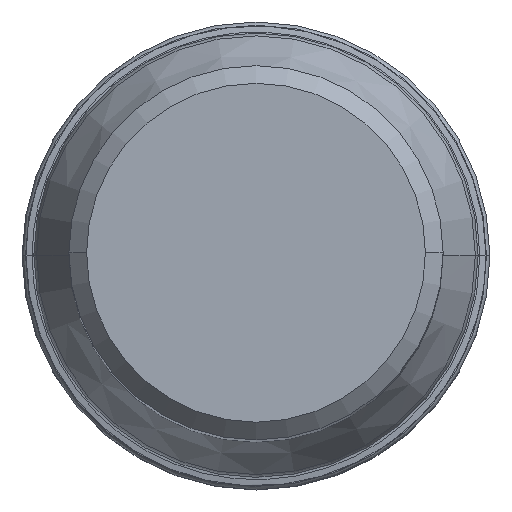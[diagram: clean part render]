
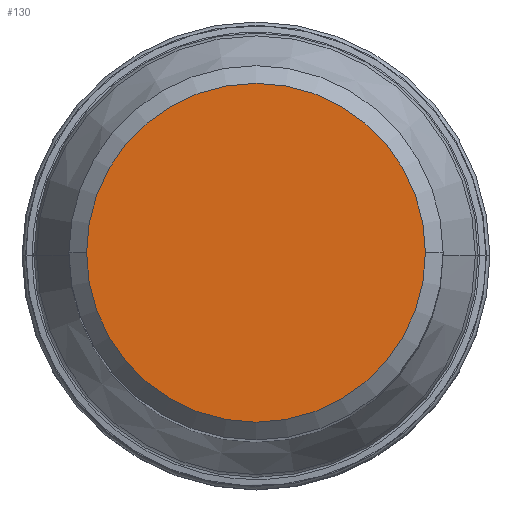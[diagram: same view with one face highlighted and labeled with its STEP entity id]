
A CAD part, top view. The second image highlights one B-rep face of the part: STEP entity #130.
In plain terms, the highlighted planar face has unit normal (0, 0, 1).
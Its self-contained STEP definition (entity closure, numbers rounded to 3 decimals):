
#32=PLANE('',#1130);
#130=ADVANCED_FACE('',(#200),#32,.F.);
#200=FACE_OUTER_BOUND('',#258,.T.);
#258=EDGE_LOOP('',(#446,#447,#448,#449));
#446=ORIENTED_EDGE('',*,*,#718,.T.);
#447=ORIENTED_EDGE('',*,*,#719,.T.);
#448=ORIENTED_EDGE('',*,*,#720,.T.);
#449=ORIENTED_EDGE('',*,*,#721,.T.);
#599=VERTEX_POINT('',#2216);
#600=VERTEX_POINT('',#2217);
#601=VERTEX_POINT('',#2219);
#602=VERTEX_POINT('',#2221);
#718=EDGE_CURVE('',#599,#600,#857,.T.);
#719=EDGE_CURVE('',#600,#601,#858,.T.);
#720=EDGE_CURVE('',#601,#602,#859,.T.);
#721=EDGE_CURVE('',#602,#599,#860,.T.);
#857=CIRCLE('',#1126,11.5);
#858=CIRCLE('',#1127,11.5);
#859=CIRCLE('',#1128,11.5);
#860=CIRCLE('',#1129,11.5);
#1126=AXIS2_PLACEMENT_3D('',#2215,#1364,#1365);
#1127=AXIS2_PLACEMENT_3D('',#2218,#1366,#1367);
#1128=AXIS2_PLACEMENT_3D('',#2220,#1368,#1369);
#1129=AXIS2_PLACEMENT_3D('',#2222,#1370,#1371);
#1130=AXIS2_PLACEMENT_3D('',#2223,#1372,#1373);
#1364=DIRECTION('',(0.,0.,1.));
#1365=DIRECTION('',(0.,1.,0.));
#1366=DIRECTION('',(0.,0.,1.));
#1367=DIRECTION('',(-1.,0.,0.));
#1368=DIRECTION('',(0.,0.,1.));
#1369=DIRECTION('',(0.,-1.,0.));
#1370=DIRECTION('',(0.,0.,1.));
#1371=DIRECTION('',(1.,0.,0.));
#1372=DIRECTION('',(0.,0.,-1.));
#1373=DIRECTION('',(-1.,0.,0.));
#2215=CARTESIAN_POINT('',(0.,0.,43.656));
#2216=CARTESIAN_POINT('',(0.,11.5,43.656));
#2217=CARTESIAN_POINT('',(-11.5,0.,43.656));
#2218=CARTESIAN_POINT('',(0.,0.,43.656));
#2219=CARTESIAN_POINT('',(0.,-11.5,43.656));
#2220=CARTESIAN_POINT('',(0.,0.,43.656));
#2221=CARTESIAN_POINT('',(11.5,0.,43.656));
#2222=CARTESIAN_POINT('',(0.,0.,43.656));
#2223=CARTESIAN_POINT('',(0.,0.,43.656));
